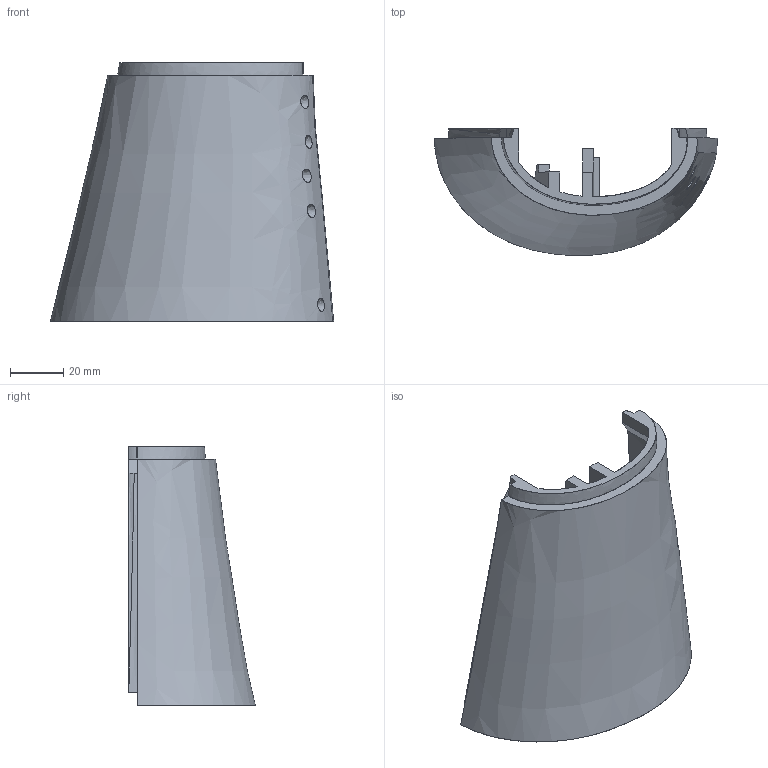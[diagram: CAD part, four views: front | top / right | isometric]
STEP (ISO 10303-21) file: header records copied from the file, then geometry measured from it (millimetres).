
FILE_DESCRIPTION ((), '1');
FILE_NAME ('Forearm_R_RobPart2V2.stp', '2013-09-29T10:17:18', ('Unknown'), ('Unknown'), 'Anar', 'Spacymen', '');
FILE_SCHEMA (('CONFIG_CONTROL_DESIGN'));
Products named in the file (1): product-name
Bounding box: 106.35 x 47.59 x 97.2 mm (x, y, z)
Surface area: 32325.1 mm2 (no closed solid volume)
Topology: 0 solids, 0 shells, 84 faces, 510 edges, 510 vertices
Faces by surface type: bspline 84
Entity records: 35483 total; most frequent: CARTESIAN_POINT 33635, B_SPLINE_CURVE_WITH_KNOTS 502, SURFACE_CURVE 502, COMPOSITE_CURVE_SEGMENT 502, BOUNDARY_CURVE 98, CURVE_BOUNDED_SURFACE 84, B_SPLINE_SURFACE_WITH_KNOTS 68, PERSON 8
